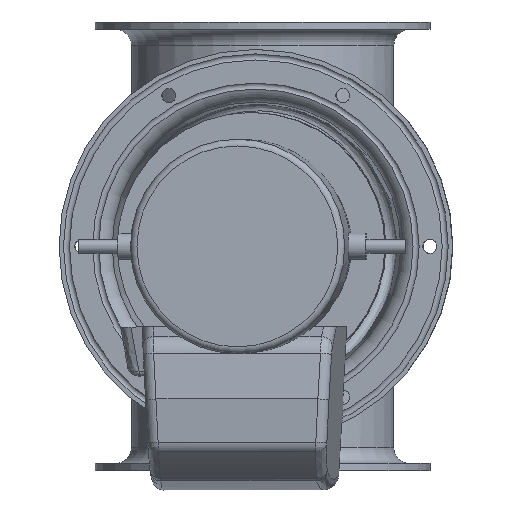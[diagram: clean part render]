
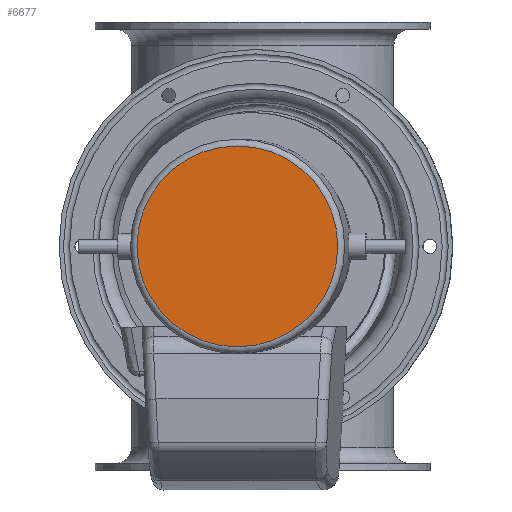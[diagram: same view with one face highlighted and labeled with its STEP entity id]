
A CAD part, left-side view. The second image highlights one B-rep face of the part: STEP entity #6677.
In plain terms, the highlighted face is planar.
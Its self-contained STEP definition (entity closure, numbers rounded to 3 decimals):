
#1281=PLANE('',#7117);
#1493=CIRCLE('',#7112,75.);
#2010=FACE_OUTER_BOUND('',#2427,.T.);
#2427=EDGE_LOOP('',(#5460));
#3288=VERTEX_POINT('',#18189);
#4068=EDGE_CURVE('',#3288,#3288,#1493,.T.);
#5460=ORIENTED_EDGE('',*,*,#4068,.F.);
#6677=ADVANCED_FACE('',(#2010),#1281,.T.);
#7112=AXIS2_PLACEMENT_3D('',#18190,#7953,#7954);
#7117=AXIS2_PLACEMENT_3D('',#18197,#7963,#7964);
#7953=DIRECTION('center_axis',(0.999,-0.036,0.));
#7954=DIRECTION('ref_axis',(-0.036,-0.999,0.));
#7963=DIRECTION('center_axis',(-0.999,0.036,0.));
#7964=DIRECTION('ref_axis',(0.036,0.999,0.));
#18189=CARTESIAN_POINT('',(-726.861,-153.736,24.878));
#18190=CARTESIAN_POINT('Origin',(-729.581,-228.687,24.878));
#18197=CARTESIAN_POINT('Origin',(-729.581,-228.687,24.878));
